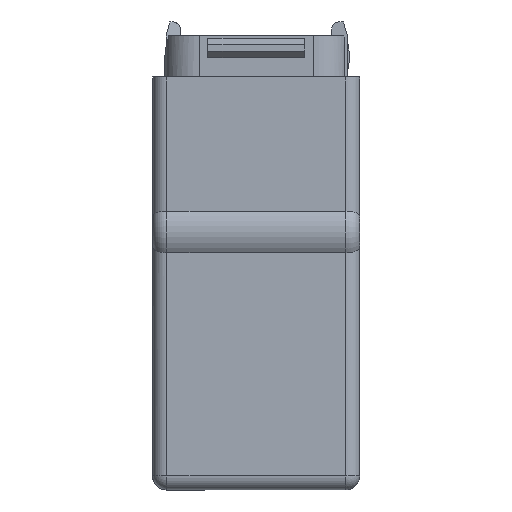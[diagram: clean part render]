
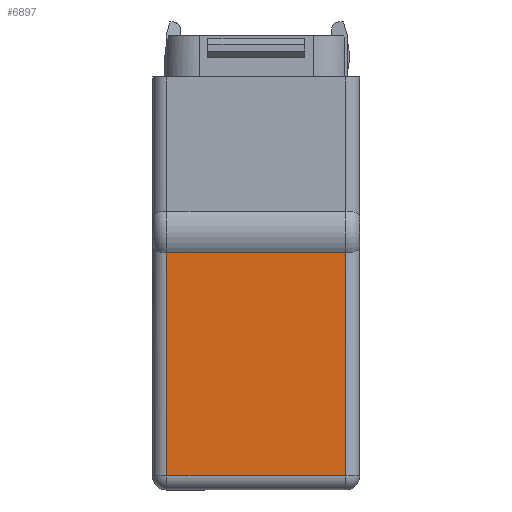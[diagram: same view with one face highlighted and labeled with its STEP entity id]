
A CAD part, left-side view. The second image highlights one B-rep face of the part: STEP entity #6897.
In plain terms, the highlighted planar face has unit normal (-1, 0, 0).
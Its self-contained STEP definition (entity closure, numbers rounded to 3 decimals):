
#1099=DIRECTION('',(0.,0.,-1.));
#1100=VECTOR('',#1099,16.243);
#1101=CARTESIAN_POINT('',(-22.23,-6.5,17.243));
#1102=LINE('',#1101,#1100);
#1149=DIRECTION('',(0.,1.,0.));
#1150=VECTOR('',#1149,13.);
#1151=CARTESIAN_POINT('',(-22.23,-6.5,17.243));
#1152=LINE('',#1151,#1150);
#1199=DIRECTION('',(0.,0.,-1.));
#1200=VECTOR('',#1199,16.243);
#1201=CARTESIAN_POINT('',(-22.23,6.5,17.243));
#1202=LINE('',#1201,#1200);
#1336=DIRECTION('',(0.,1.,0.));
#1337=VECTOR('',#1336,13.);
#1338=CARTESIAN_POINT('',(-22.23,-6.5,1.));
#1339=LINE('',#1338,#1337);
#4482=CARTESIAN_POINT('',(-22.23,-6.5,17.243));
#4483=VERTEX_POINT('',#4482);
#4522=CARTESIAN_POINT('',(-22.23,6.5,17.243));
#4523=VERTEX_POINT('',#4522);
#4524=CARTESIAN_POINT('',(-22.23,6.5,1.));
#4525=VERTEX_POINT('',#4524);
#4526=CARTESIAN_POINT('',(-22.23,-6.5,1.));
#4527=VERTEX_POINT('',#4526);
#6883=CARTESIAN_POINT('',(-22.23,7.5,0.));
#6884=DIRECTION('',(-1.,0.,0.));
#6885=DIRECTION('',(0.,-1.,0.));
#6886=AXIS2_PLACEMENT_3D('',#6883,#6884,#6885);
#6887=PLANE('',#6886);
#6889=ORIENTED_EDGE('',*,*,#6888,.F.);
#6891=ORIENTED_EDGE('',*,*,#6890,.F.);
#6892=ORIENTED_EDGE('',*,*,#6876,.T.);
#6894=ORIENTED_EDGE('',*,*,#6893,.T.);
#6895=EDGE_LOOP('',(#6889,#6891,#6892,#6894));
#6896=FACE_OUTER_BOUND('',#6895,.F.);
#6897=ADVANCED_FACE('',(#6896),#6887,.T.);
#6876=EDGE_CURVE('',#4483,#4527,#1102,.T.);
#6888=EDGE_CURVE('',#4523,#4525,#1202,.T.);
#6890=EDGE_CURVE('',#4483,#4523,#1152,.T.);
#6893=EDGE_CURVE('',#4527,#4525,#1339,.T.);
